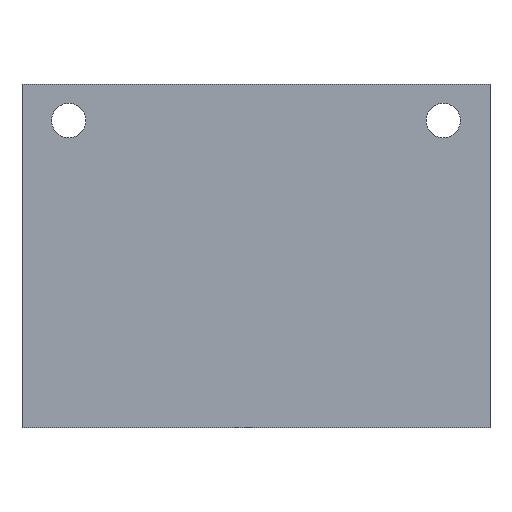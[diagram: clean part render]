
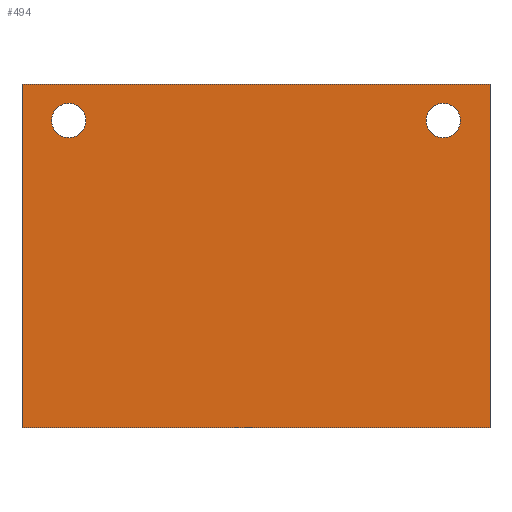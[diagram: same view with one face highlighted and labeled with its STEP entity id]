
A CAD part, front view. The second image highlights one B-rep face of the part: STEP entity #494.
In plain terms, the highlighted planar face has unit normal (0, -1, 0).
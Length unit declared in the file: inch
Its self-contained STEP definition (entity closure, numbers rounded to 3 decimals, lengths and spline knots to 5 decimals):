
#6 = VERTEX_POINT ( 'NONE', #196 ) ;
#8 = DIRECTION ( 'NONE',  ( 0., 0., -1. ) ) ;
#12 = CARTESIAN_POINT ( 'NONE',  ( -0.15, 0., 0.98427 ) ) ;
#22 = VERTEX_POINT ( 'NONE', #112 ) ;
#24 = VERTEX_POINT ( 'NONE', #164 ) ;
#28 = VERTEX_POINT ( 'NONE', #39 ) ;
#29 = VERTEX_POINT ( 'NONE', #40 ) ;
#38 = VERTEX_POINT ( 'NONE', #49 ) ;
#39 = CARTESIAN_POINT ( 'NONE',  ( -1.405, 0., 0.98427 ) ) ;
#40 = CARTESIAN_POINT ( 'NONE',  ( -1.295, 0., 0.98427 ) ) ;
#49 = CARTESIAN_POINT ( 'NONE',  ( -1.5, 0., 1.1 ) ) ;
#61 = DIRECTION ( 'NONE',  ( -1., 0., 0. ) ) ;
#63 = DIRECTION ( 'NONE',  ( 0., 1., 0. ) ) ;
#64 = PLANE ( 'NONE',  #525 ) ;
#67 = CARTESIAN_POINT ( 'NONE',  ( 0., 0., 1.1 ) ) ;
#71 = CARTESIAN_POINT ( 'NONE',  ( -0.095, 0., 0.98427 ) ) ;
#72 = CARTESIAN_POINT ( 'NONE',  ( -0.205, 0., 0.98427 ) ) ;
#112 = CARTESIAN_POINT ( 'NONE',  ( 0., 0., 0. ) ) ;
#125 = CARTESIAN_POINT ( 'NONE',  ( 0., 0., 1.1 ) ) ;
#130 = CARTESIAN_POINT ( 'NONE',  ( 0., 0., 0. ) ) ;
#132 = DIRECTION ( 'NONE',  ( 0., 1., 0. ) ) ;
#133 = DIRECTION ( 'NONE',  ( 1., 0., 0. ) ) ;
#134 = CARTESIAN_POINT ( 'NONE',  ( -0.15, 0., 0.98427 ) ) ;
#136 = DIRECTION ( 'NONE',  ( 1., 0., 0. ) ) ;
#137 = DIRECTION ( 'NONE',  ( -1., 0., 0. ) ) ;
#138 = CARTESIAN_POINT ( 'NONE',  ( -1.35, 0., 0.98427 ) ) ;
#159 = DIRECTION ( 'NONE',  ( -1., 0., 0. ) ) ;
#161 = DIRECTION ( 'NONE',  ( 0., 1., 0. ) ) ;
#164 = CARTESIAN_POINT ( 'NONE',  ( 0., 0., 1.1 ) ) ;
#165 = CARTESIAN_POINT ( 'NONE',  ( -1.35, 0., 0.98427 ) ) ;
#180 = CARTESIAN_POINT ( 'NONE',  ( 0., 0., 1.1 ) ) ;
#186 = DIRECTION ( 'NONE',  ( -1., 0., 0. ) ) ;
#187 = DIRECTION ( 'NONE',  ( 0., 1., 0. ) ) ;
#196 = CARTESIAN_POINT ( 'NONE',  ( -1.5, 0., 0. ) ) ;
#200 = CARTESIAN_POINT ( 'NONE',  ( -1.5, 0., 1.1 ) ) ;
#201 = DIRECTION ( 'NONE',  ( 0., 0., -1. ) ) ;
#208 = VERTEX_POINT ( 'NONE', #72 ) ;
#209 = VERTEX_POINT ( 'NONE', #71 ) ;
#211 = DIRECTION ( 'NONE',  ( 0., 1., 0. ) ) ;
#212 = DIRECTION ( 'NONE',  ( -1., 0., 0. ) ) ;
#249 = CIRCLE ( 'NONE', #597, 0.055 ) ;
#288 = CIRCLE ( 'NONE', #533, 0.055 ) ;
#290 = VECTOR ( 'NONE', #133, 39.37008 ) ;
#298 = CIRCLE ( 'NONE', #566, 0.055 ) ;
#320 = ORIENTED_EDGE ( 'NONE', *, *, #540, .T. ) ;
#321 = ORIENTED_EDGE ( 'NONE', *, *, #516, .T. ) ;
#322 = ORIENTED_EDGE ( 'NONE', *, *, #513, .F. ) ;
#323 = ORIENTED_EDGE ( 'NONE', *, *, #545, .T. ) ;
#324 = ORIENTED_EDGE ( 'NONE', *, *, #556, .T. ) ;
#334 = ORIENTED_EDGE ( 'NONE', *, *, #515, .T. ) ;
#355 = ORIENTED_EDGE ( 'NONE', *, *, #552, .F. ) ;
#356 = ORIENTED_EDGE ( 'NONE', *, *, #514, .T. ) ;
#364 = LINE ( 'NONE', #125, #489 ) ;
#369 = LINE ( 'NONE', #130, #290 ) ;
#389 = FACE_BOUND ( 'NONE', #429, .T. ) ;
#390 = FACE_BOUND ( 'NONE', #446, .T. ) ;
#396 = FACE_OUTER_BOUND ( 'NONE', #449, .T. ) ;
#429 = EDGE_LOOP ( 'NONE', ( #334, #324 ) ) ;
#436 = VECTOR ( 'NONE', #8, 39.37008 ) ;
#446 = EDGE_LOOP ( 'NONE', ( #321, #320 ) ) ;
#449 = EDGE_LOOP ( 'NONE', ( #356, #355, #322, #323 ) ) ;
#458 = VECTOR ( 'NONE', #201, 39.37008 ) ;
#459 = LINE ( 'NONE', #200, #458 ) ;
#466 = CIRCLE ( 'NONE', #598, 0.055 ) ;
#477 = LINE ( 'NONE', #180, #436 ) ;
#489 = VECTOR ( 'NONE', #136, 39.37008 ) ;
#494 = ADVANCED_FACE ( 'NONE', ( #389, #390, #396 ), #64, .F. ) ;
#513 = EDGE_CURVE ( 'NONE', #38, #24, #364, .T. ) ;
#514 = EDGE_CURVE ( 'NONE', #6, #22, #369, .T. ) ;
#515 = EDGE_CURVE ( 'NONE', #208, #209, #298, .T. ) ;
#516 = EDGE_CURVE ( 'NONE', #28, #29, #288, .T. ) ;
#525 = AXIS2_PLACEMENT_3D ( 'NONE', #67, #63, #61 ) ;
#533 = AXIS2_PLACEMENT_3D ( 'NONE', #138, #161, #159 ) ;
#540 = EDGE_CURVE ( 'NONE', #29, #28, #466, .T. ) ;
#545 = EDGE_CURVE ( 'NONE', #38, #6, #459, .T. ) ;
#552 = EDGE_CURVE ( 'NONE', #24, #22, #477, .T. ) ;
#556 = EDGE_CURVE ( 'NONE', #209, #208, #249, .T. ) ;
#566 = AXIS2_PLACEMENT_3D ( 'NONE', #134, #132, #137 ) ;
#597 = AXIS2_PLACEMENT_3D ( 'NONE', #12, #211, #212 ) ;
#598 = AXIS2_PLACEMENT_3D ( 'NONE', #165, #187, #186 ) ;
